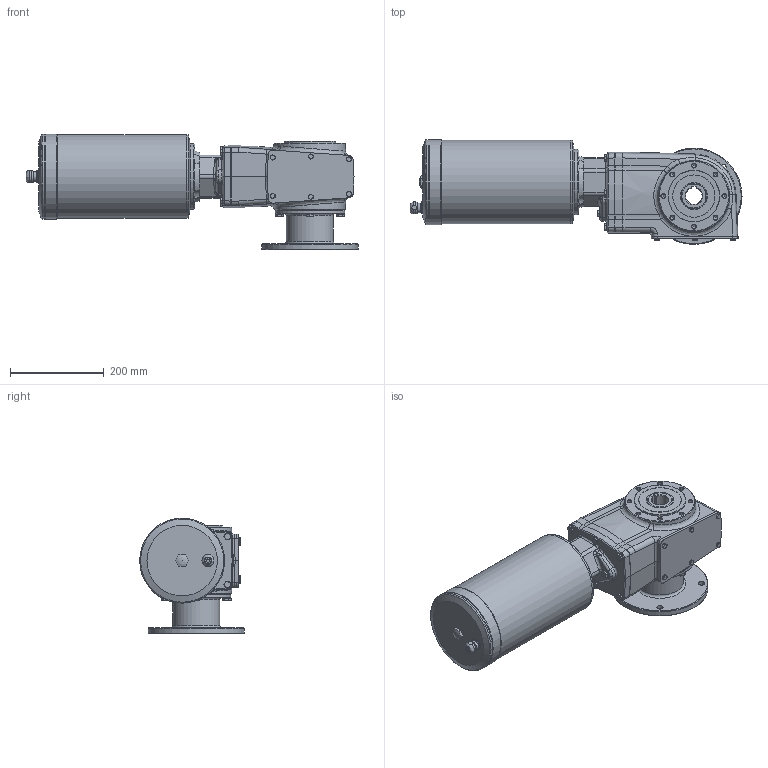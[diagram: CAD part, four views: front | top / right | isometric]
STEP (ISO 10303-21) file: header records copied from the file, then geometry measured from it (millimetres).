
FILE_DESCRIPTION( ( 'Unknown' ), '1' );
FILE_NAME( 'B990BB90E61FB44B76B53A5994462091.3d.stp', 'Unknown', ( 'Unknown' ), ( 'Unknown' ), 'PSStep 10.1', 'Unknown', ' ' );
FILE_SCHEMA( ( 'AUTOMOTIVE_DESIGN { 1 0 10303 214 1 1 1 1 }' ) );
Length unit declared in the file: millimetre
Products named in the file (1): X62N
Bounding box: 707 x 223 x 246.5 mm (x, y, z)
Volume: 14789382.5 mm3; surface area: 615328 mm2
Topology: 1 solids, 24 shells, 886 faces, 2060 edges, 1280 vertices
Faces by surface type: plane 337, cylinder 220, cone 210, torus 61, bspline 53, extrusion 4, sphere 1
Full cylindrical faces by diameter (mm): 6 x6, 6.647 x8, 7 x7, 8.376 x32, 8.9 x6, 9 x4, 10 x10, 11 x4, 11.6 x6, 12 x6, 13 x4, 13.4 x1, 14.6 x4, 16.662 x1, 18 x1, 20 x1, 24 x1, 30 x1, 57.5 x2, 58 x2, 62 x1, 85 x1, 88 x1, 90 x2, 95 x1, 100 x1, 110 x3, 140 x1, 142 x1, 148 x1
Entity records: 35958 total; most frequent: CARTESIAN_POINT 10742, DIRECTION 3744, ORIENTED_EDGE 3350, EDGE_CURVE 1675, AXIS2_PLACEMENT_3D 1574, EDGE_LOOP 1254, VERTEX_POINT 1177, FACE_OUTER_BOUND 1070
